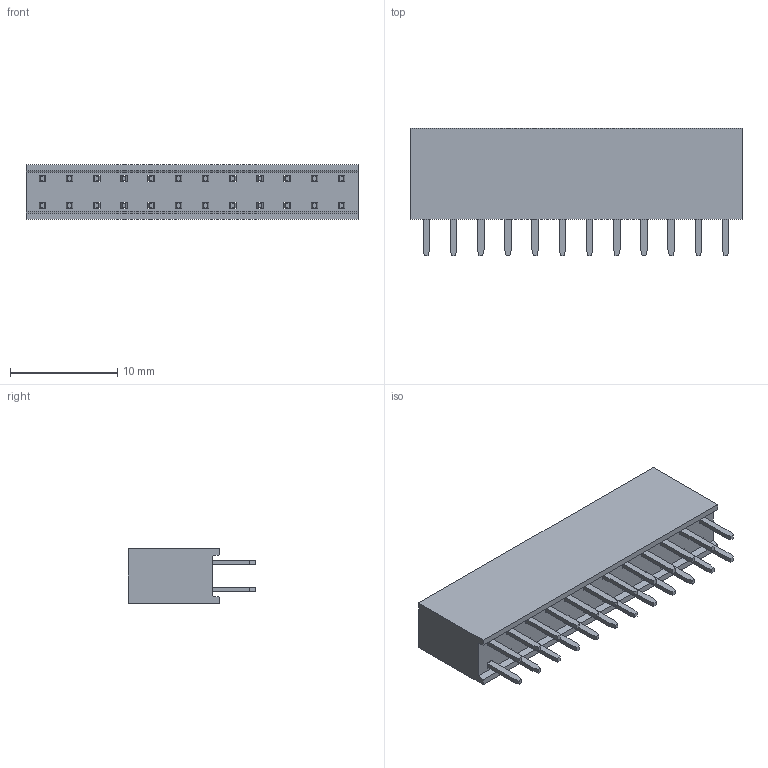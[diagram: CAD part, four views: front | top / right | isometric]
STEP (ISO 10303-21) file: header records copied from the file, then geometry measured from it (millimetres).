
FILE_DESCRIPTION (( 'STEP AP214' ), '1' );
FILE_NAME ('PPPC122LFBN-RC.STEP', '2022-08-11T04:34:11', ( '' ), ( '' ), 'SwSTEP 2.0', 'SolidWorks 2020', '' );
FILE_SCHEMA (( 'AUTOMOTIVE_DESIGN' ));
Length unit declared in the file: inch
Products named in the file (3): 2 row tin body_12; 2 row tin pins; PPPC122LFBN-RC
Assembly tree (13 placements, depth 2):
  PPPC122LFBN-RC
    2 row tin body_12
    2 row tin pins  x12
Bounding box: 30.99 x 11.91 x 5.08 mm (x, y, z)
Volume: 1235.7 mm3; surface area: 1949.2 mm2
Topology: 49 solids, 49 shells, 682 faces, 1656 edges, 1072 vertices
Faces by surface type: plane 562, cylinder 120
Entity records: 7257 total; most frequent: CARTESIAN_POINT 1226, ORIENTED_EDGE 1200, DIRECTION 1136, EDGE_CURVE 600, VECTOR 580, LINE 580, VERTEX_POINT 368, EDGE_LOOP 290
